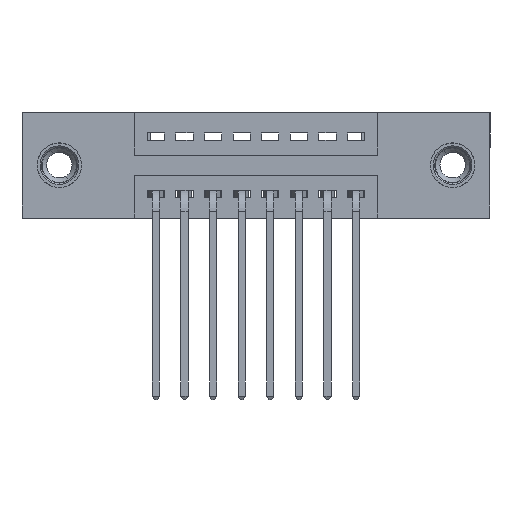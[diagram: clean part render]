
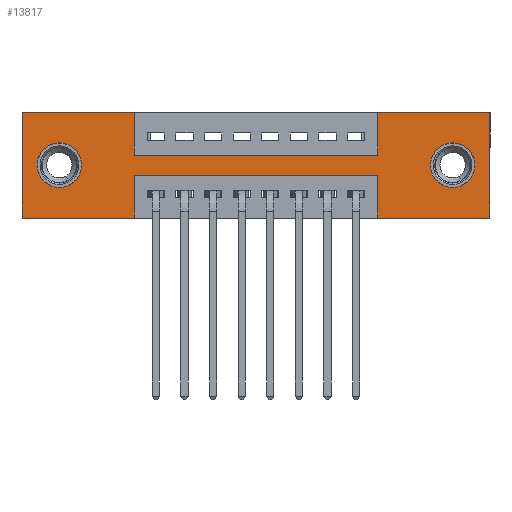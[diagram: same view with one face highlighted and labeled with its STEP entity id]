
A CAD part, front view. The second image highlights one B-rep face of the part: STEP entity #13817.
In plain terms, the highlighted planar face has unit normal (0, -1, 0).
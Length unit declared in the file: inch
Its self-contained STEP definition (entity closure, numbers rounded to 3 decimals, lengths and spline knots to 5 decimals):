
#176 = AXIS2_PLACEMENT_3D ( 'NONE', #4571, #14172, #6107 ) ;
#365 = EDGE_CURVE ( 'NONE', #594, #9501, #9243, .T. ) ;
#470 = EDGE_LOOP ( 'NONE', ( #13557, #1747 ) ) ;
#498 = CARTESIAN_POINT ( 'NONE',  ( 1.2425, 0., -0.37 ) ) ;
#504 = DIRECTION ( 'NONE',  ( 1., 0., 0. ) ) ;
#594 = VERTEX_POINT ( 'NONE', #4399 ) ;
#646 = LINE ( 'NONE', #10334, #10307 ) ;
#665 = EDGE_CURVE ( 'NONE', #9580, #10923, #11667, .T. ) ;
#720 = ORIENTED_EDGE ( 'NONE', *, *, #365, .F. ) ;
#725 = VERTEX_POINT ( 'NONE', #2231 ) ;
#736 = DIRECTION ( 'NONE',  ( -1., 0., 0. ) ) ;
#761 = CIRCLE ( 'NONE', #13923, 0.078 ) ;
#767 = CARTESIAN_POINT ( 'NONE',  ( 1.635, 0., 0. ) ) ;
#827 = FACE_BOUND ( 'NONE', #8714, .T. ) ;
#845 = CARTESIAN_POINT ( 'NONE',  ( 0., 0., -0.37 ) ) ;
#851 = VECTOR ( 'NONE', #8140, 39.37008 ) ;
#860 = VERTEX_POINT ( 'NONE', #10151 ) ;
#929 = EDGE_CURVE ( 'NONE', #6759, #594, #14261, .T. ) ;
#991 = DIRECTION ( 'NONE',  ( 0., 0., -1. ) ) ;
#1019 = EDGE_CURVE ( 'NONE', #725, #7842, #14449, .T. ) ;
#1142 = EDGE_CURVE ( 'NONE', #10923, #4142, #7729, .T. ) ;
#1218 = DIRECTION ( 'NONE',  ( 0., -1., 0. ) ) ;
#1309 = CARTESIAN_POINT ( 'NONE',  ( 0., 0., -0.37 ) ) ;
#1444 = CARTESIAN_POINT ( 'NONE',  ( 1.2425, 0., -0.22 ) ) ;
#1533 = LINE ( 'NONE', #12298, #6040 ) ;
#1744 = DIRECTION ( 'NONE',  ( 0., 0., 1. ) ) ;
#1747 = ORIENTED_EDGE ( 'NONE', *, *, #8956, .T. ) ;
#1865 = EDGE_CURVE ( 'NONE', #860, #14691, #1533, .T. ) ;
#1869 = EDGE_CURVE ( 'NONE', #7854, #4687, #6615, .T. ) ;
#1957 = CARTESIAN_POINT ( 'NONE',  ( 0.3925, 0., -0.15 ) ) ;
#2017 = CARTESIAN_POINT ( 'NONE',  ( 0.3925, 0., -0.22 ) ) ;
#2231 = CARTESIAN_POINT ( 'NONE',  ( 0.13, 0., -0.107 ) ) ;
#2417 = DIRECTION ( 'NONE',  ( 0., 0., -1. ) ) ;
#2627 = LINE ( 'NONE', #6730, #4552 ) ;
#2654 = ORIENTED_EDGE ( 'NONE', *, *, #6082, .F. ) ;
#2665 = DIRECTION ( 'NONE',  ( 0., 1., 0. ) ) ;
#2833 = ORIENTED_EDGE ( 'NONE', *, *, #3264, .F. ) ;
#2953 = CARTESIAN_POINT ( 'NONE',  ( 0., 0., 0. ) ) ;
#2954 = CARTESIAN_POINT ( 'NONE',  ( 1.635, 0., -0.37 ) ) ;
#2958 = VERTEX_POINT ( 'NONE', #13463 ) ;
#2985 = DIRECTION ( 'NONE',  ( 0., 1., 0. ) ) ;
#3135 = CARTESIAN_POINT ( 'NONE',  ( 0., 0., -0.37 ) ) ;
#3209 = CARTESIAN_POINT ( 'NONE',  ( 0.3925, 0., -0.37 ) ) ;
#3264 = EDGE_CURVE ( 'NONE', #4142, #10794, #2627, .T. ) ;
#3276 = VERTEX_POINT ( 'NONE', #2954 ) ;
#3432 = CARTESIAN_POINT ( 'NONE',  ( 0., 0., -0.37 ) ) ;
#3450 = ORIENTED_EDGE ( 'NONE', *, *, #1865, .F. ) ;
#3602 = EDGE_CURVE ( 'NONE', #3276, #2958, #10074, .T. ) ;
#3633 = CARTESIAN_POINT ( 'NONE',  ( 1.635, 0., 0. ) ) ;
#3964 = DIRECTION ( 'NONE',  ( 1., 0., 0. ) ) ;
#4117 = CARTESIAN_POINT ( 'NONE',  ( 0.3925, 0., -0.15 ) ) ;
#4142 = VERTEX_POINT ( 'NONE', #5278 ) ;
#4399 = CARTESIAN_POINT ( 'NONE',  ( 0.3925, 0., -0.37 ) ) ;
#4552 = VECTOR ( 'NONE', #504, 39.37008 ) ;
#4568 = FACE_BOUND ( 'NONE', #470, .T. ) ;
#4571 = CARTESIAN_POINT ( 'NONE',  ( 0.13, 0., -0.185 ) ) ;
#4687 = VERTEX_POINT ( 'NONE', #15324 ) ;
#4954 = CARTESIAN_POINT ( 'NONE',  ( 0.3925, 0., -0.22 ) ) ;
#5087 = CARTESIAN_POINT ( 'NONE',  ( 1.505, 0., -0.185 ) ) ;
#5155 = DIRECTION ( 'NONE',  ( 0., 0., 1. ) ) ;
#5208 = ORIENTED_EDGE ( 'NONE', *, *, #929, .F. ) ;
#5278 = CARTESIAN_POINT ( 'NONE',  ( 1.2425, 0., 0. ) ) ;
#5362 = AXIS2_PLACEMENT_3D ( 'NONE', #12418, #9854, #5155 ) ;
#5517 = DIRECTION ( 'NONE',  ( 0., 0., -1. ) ) ;
#5924 = VECTOR ( 'NONE', #14267, 39.37008 ) ;
#5956 = EDGE_CURVE ( 'NONE', #9501, #860, #10680, .T. ) ;
#6040 = VECTOR ( 'NONE', #3964, 39.37008 ) ;
#6082 = EDGE_CURVE ( 'NONE', #14691, #9580, #646, .T. ) ;
#6107 = DIRECTION ( 'NONE',  ( 0., 0., 1. ) ) ;
#6174 = VECTOR ( 'NONE', #14975, 39.37008 ) ;
#6276 = VECTOR ( 'NONE', #10032, 39.37008 ) ;
#6615 = CIRCLE ( 'NONE', #12458, 0.078 ) ;
#6730 = CARTESIAN_POINT ( 'NONE',  ( 0., 0., 0. ) ) ;
#6759 = VERTEX_POINT ( 'NONE', #4954 ) ;
#6809 = DIRECTION ( 'NONE',  ( 0., 0., -1. ) ) ;
#7371 = PLANE ( 'NONE',  #12563 ) ;
#7519 = FACE_OUTER_BOUND ( 'NONE', #15428, .T. ) ;
#7658 = CARTESIAN_POINT ( 'NONE',  ( 1.2425, 0., 0. ) ) ;
#7729 = LINE ( 'NONE', #7658, #851 ) ;
#7832 = CARTESIAN_POINT ( 'NONE',  ( 1.505, 0., -0.185 ) ) ;
#7842 = VERTEX_POINT ( 'NONE', #9480 ) ;
#7854 = VERTEX_POINT ( 'NONE', #15425 ) ;
#8137 = VECTOR ( 'NONE', #12558, 39.37008 ) ;
#8140 = DIRECTION ( 'NONE',  ( 0., 0., 1. ) ) ;
#8313 = ORIENTED_EDGE ( 'NONE', *, *, #8670, .F. ) ;
#8357 = ORIENTED_EDGE ( 'NONE', *, *, #11907, .F. ) ;
#8602 = ORIENTED_EDGE ( 'NONE', *, *, #10746, .F. ) ;
#8670 = EDGE_CURVE ( 'NONE', #13062, #6759, #15116, .T. ) ;
#8714 = EDGE_LOOP ( 'NONE', ( #12874, #13832 ) ) ;
#8956 = EDGE_CURVE ( 'NONE', #7842, #725, #9512, .T. ) ;
#9243 = LINE ( 'NONE', #3135, #6276 ) ;
#9311 = EDGE_CURVE ( 'NONE', #4687, #7854, #761, .T. ) ;
#9333 = ORIENTED_EDGE ( 'NONE', *, *, #665, .F. ) ;
#9367 = CARTESIAN_POINT ( 'NONE',  ( 1.2425, 0., -0.15 ) ) ;
#9480 = CARTESIAN_POINT ( 'NONE',  ( 0.13, 0., -0.263 ) ) ;
#9501 = VERTEX_POINT ( 'NONE', #3432 ) ;
#9512 = CIRCLE ( 'NONE', #5362, 0.078 ) ;
#9529 = VECTOR ( 'NONE', #736, 39.37008 ) ;
#9580 = VERTEX_POINT ( 'NONE', #4117 ) ;
#9854 = DIRECTION ( 'NONE',  ( 0., 1., 0. ) ) ;
#10006 = LINE ( 'NONE', #498, #12241 ) ;
#10024 = DIRECTION ( 'NONE',  ( 0., 0., 1. ) ) ;
#10032 = DIRECTION ( 'NONE',  ( -1., 0., 0. ) ) ;
#10074 = LINE ( 'NONE', #845, #9529 ) ;
#10151 = CARTESIAN_POINT ( 'NONE',  ( 0., 0., 0. ) ) ;
#10307 = VECTOR ( 'NONE', #991, 39.37008 ) ;
#10334 = CARTESIAN_POINT ( 'NONE',  ( 0.3925, 0., 0. ) ) ;
#10680 = LINE ( 'NONE', #2953, #13672 ) ;
#10746 = EDGE_CURVE ( 'NONE', #2958, #13062, #10006, .T. ) ;
#10794 = VERTEX_POINT ( 'NONE', #767 ) ;
#10923 = VERTEX_POINT ( 'NONE', #9367 ) ;
#11064 = ORIENTED_EDGE ( 'NONE', *, *, #5956, .F. ) ;
#11667 = LINE ( 'NONE', #1957, #14998 ) ;
#11907 = EDGE_CURVE ( 'NONE', #10794, #3276, #15207, .T. ) ;
#12241 = VECTOR ( 'NONE', #1744, 39.37008 ) ;
#12298 = CARTESIAN_POINT ( 'NONE',  ( 0., 0., 0. ) ) ;
#12418 = CARTESIAN_POINT ( 'NONE',  ( 0.13, 0., -0.185 ) ) ;
#12458 = AXIS2_PLACEMENT_3D ( 'NONE', #5087, #2665, #5517 ) ;
#12558 = DIRECTION ( 'NONE',  ( 0., 0., -1. ) ) ;
#12563 = AXIS2_PLACEMENT_3D ( 'NONE', #1309, #1218, #2417 ) ;
#12707 = CARTESIAN_POINT ( 'NONE',  ( 0.3925, 0., 0. ) ) ;
#12874 = ORIENTED_EDGE ( 'NONE', *, *, #9311, .T. ) ;
#13062 = VERTEX_POINT ( 'NONE', #1444 ) ;
#13417 = ORIENTED_EDGE ( 'NONE', *, *, #3602, .F. ) ;
#13463 = CARTESIAN_POINT ( 'NONE',  ( 1.2425, 0., -0.37 ) ) ;
#13557 = ORIENTED_EDGE ( 'NONE', *, *, #1019, .T. ) ;
#13672 = VECTOR ( 'NONE', #10024, 39.37008 ) ;
#13711 = DIRECTION ( 'NONE',  ( 1., 0., 0. ) ) ;
#13817 = ADVANCED_FACE ( 'NONE', ( #827, #4568, #7519 ), #7371, .T. ) ;
#13832 = ORIENTED_EDGE ( 'NONE', *, *, #1869, .T. ) ;
#13923 = AXIS2_PLACEMENT_3D ( 'NONE', #7832, #2985, #6809 ) ;
#14172 = DIRECTION ( 'NONE',  ( 0., 1., 0. ) ) ;
#14237 = ORIENTED_EDGE ( 'NONE', *, *, #1142, .F. ) ;
#14261 = LINE ( 'NONE', #3209, #8137 ) ;
#14267 = DIRECTION ( 'NONE',  ( 0., 0., -1. ) ) ;
#14449 = CIRCLE ( 'NONE', #176, 0.078 ) ;
#14691 = VERTEX_POINT ( 'NONE', #12707 ) ;
#14975 = DIRECTION ( 'NONE',  ( -1., 0., 0. ) ) ;
#14998 = VECTOR ( 'NONE', #13711, 39.37008 ) ;
#15116 = LINE ( 'NONE', #2017, #6174 ) ;
#15207 = LINE ( 'NONE', #3633, #5924 ) ;
#15324 = CARTESIAN_POINT ( 'NONE',  ( 1.505, 0., -0.107 ) ) ;
#15425 = CARTESIAN_POINT ( 'NONE',  ( 1.505, 0., -0.263 ) ) ;
#15428 = EDGE_LOOP ( 'NONE', ( #5208, #8313, #8602, #13417, #8357, #2833, #14237, #9333, #2654, #3450, #11064, #720 ) ) ;
